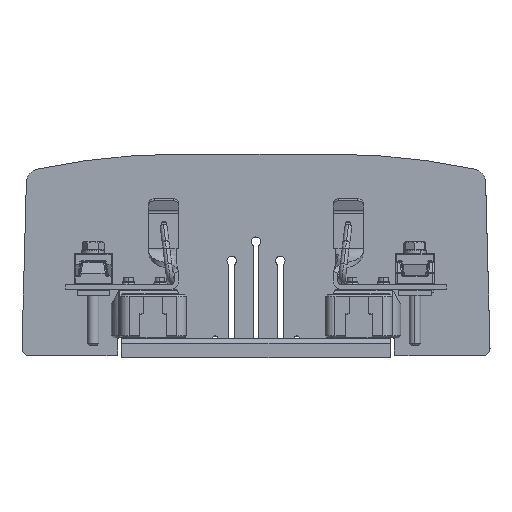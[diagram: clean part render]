
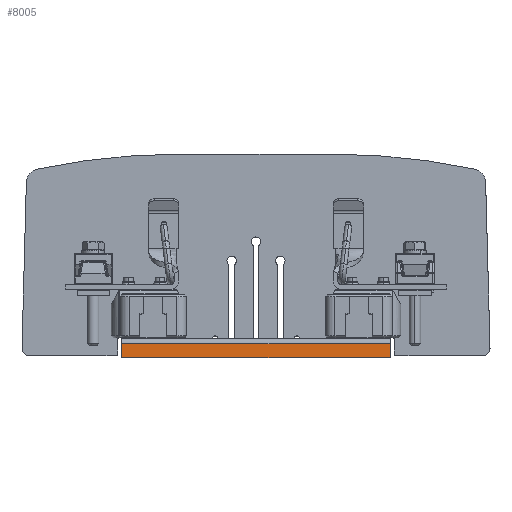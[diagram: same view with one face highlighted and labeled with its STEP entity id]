
A CAD part, left-side view. The second image highlights one B-rep face of the part: STEP entity #8005.
In plain terms, the highlighted planar face has unit normal (-1, 0, 0).
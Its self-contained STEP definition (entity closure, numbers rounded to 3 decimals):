
#5079=DIRECTION('',(0.,0.,-1.));
#5080=VECTOR('',#5079,141.);
#5081=CARTESIAN_POINT('',(-80.,-0.5,70.5));
#5082=LINE('',#5081,#5080);
#5123=DIRECTION('',(0.,1.,0.));
#5124=VECTOR('',#5123,7.5);
#5125=CARTESIAN_POINT('',(-80.,-8.,-70.5));
#5126=LINE('',#5125,#5124);
#5130=DIRECTION('',(0.,0.,-1.));
#5131=VECTOR('',#5130,141.);
#5132=CARTESIAN_POINT('',(-80.,-8.,70.5));
#5133=LINE('',#5132,#5131);
#5137=DIRECTION('',(0.,1.,0.));
#5138=VECTOR('',#5137,7.5);
#5139=CARTESIAN_POINT('',(-80.,-8.,70.5));
#5140=LINE('',#5139,#5138);
#7123=CARTESIAN_POINT('',(-80.,-0.5,70.5));
#7124=VERTEX_POINT('',#7123);
#7127=CARTESIAN_POINT('',(-80.,-0.5,-70.5));
#7128=VERTEX_POINT('',#7127);
#7131=CARTESIAN_POINT('',(-80.,-8.,-70.5));
#7132=VERTEX_POINT('',#7131);
#7135=CARTESIAN_POINT('',(-80.,-8.,70.5));
#7136=VERTEX_POINT('',#7135);
#7992=CARTESIAN_POINT('',(-80.,-0.5,-70.5));
#7993=DIRECTION('',(-1.,0.,0.));
#7994=DIRECTION('',(0.,-1.,0.));
#7995=AXIS2_PLACEMENT_3D('',#7992,#7993,#7994);
#7996=PLANE('',#7995);
#7997=ORIENTED_EDGE('',*,*,#7975,.T.);
#7998=ORIENTED_EDGE('',*,*,#7937,.F.);
#8000=ORIENTED_EDGE('',*,*,#7999,.F.);
#8002=ORIENTED_EDGE('',*,*,#8001,.T.);
#8003=EDGE_LOOP('',(#7997,#7998,#8000,#8002));
#8004=FACE_OUTER_BOUND('',#8003,.F.);
#7937=EDGE_CURVE('',#7124,#7128,#5082,.T.);
#7975=EDGE_CURVE('',#7132,#7128,#5126,.T.);
#7999=EDGE_CURVE('',#7136,#7124,#5140,.T.);
#8001=EDGE_CURVE('',#7136,#7132,#5133,.T.);
#8005=ADVANCED_FACE('',(#8004),#7996,.T.);
